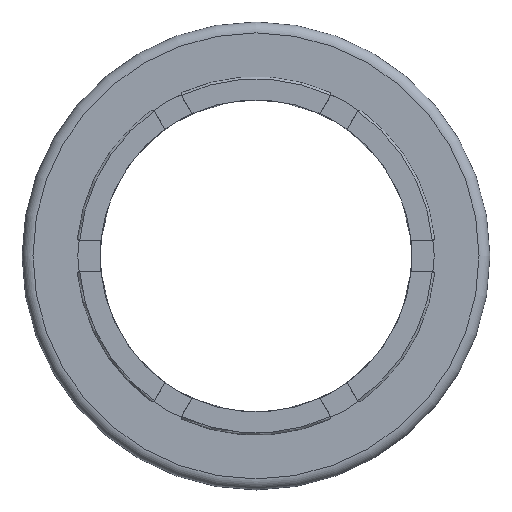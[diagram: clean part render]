
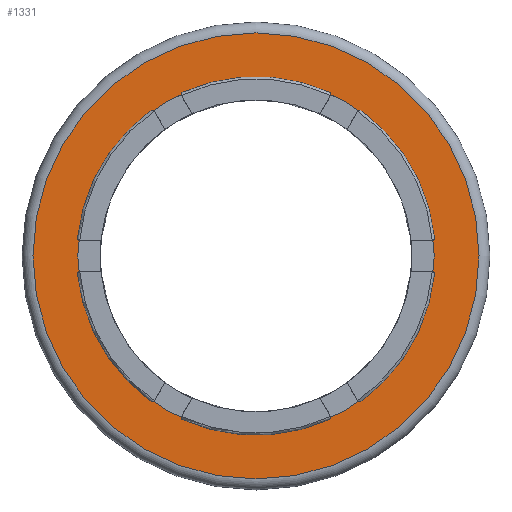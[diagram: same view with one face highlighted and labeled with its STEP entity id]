
A CAD part, top view. The second image highlights one B-rep face of the part: STEP entity #1331.
In plain terms, the highlighted planar face has unit normal (0, 0, 1).
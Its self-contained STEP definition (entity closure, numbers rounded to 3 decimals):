
#20=FACE_BOUND('',#399,.T.);
#48=PLANE('',#1505);
#323=FACE_OUTER_BOUND('',#398,.T.);
#398=EDGE_LOOP('',(#1239));
#399=EDGE_LOOP('',(#1240));
#510=CIRCLE('',#1503,28.6);
#512=CIRCLE('',#1506,22.85);
#643=VERTEX_POINT('',#2627);
#644=VERTEX_POINT('',#2631);
#841=EDGE_CURVE('',#643,#643,#510,.T.);
#843=EDGE_CURVE('',#644,#644,#512,.T.);
#1239=ORIENTED_EDGE('',*,*,#841,.F.);
#1240=ORIENTED_EDGE('',*,*,#843,.T.);
#1331=ADVANCED_FACE('',(#323,#20),#48,.T.);
#1503=AXIS2_PLACEMENT_3D('',#2628,#1907,#1908);
#1505=AXIS2_PLACEMENT_3D('',#2630,#1911,#1912);
#1506=AXIS2_PLACEMENT_3D('',#2632,#1913,#1914);
#1907=DIRECTION('center_axis',(0.,0.,-1.));
#1908=DIRECTION('ref_axis',(1.,0.,0.));
#1911=DIRECTION('center_axis',(0.,0.,1.));
#1912=DIRECTION('ref_axis',(1.,0.,0.));
#1913=DIRECTION('center_axis',(0.,0.,-1.));
#1914=DIRECTION('ref_axis',(1.,0.,0.));
#2627=CARTESIAN_POINT('',(-28.6,0.,9.));
#2628=CARTESIAN_POINT('Origin',(0.,0.,9.));
#2630=CARTESIAN_POINT('Origin',(0.,0.,9.));
#2631=CARTESIAN_POINT('',(-22.85,0.,9.));
#2632=CARTESIAN_POINT('Origin',(0.,0.,9.));
